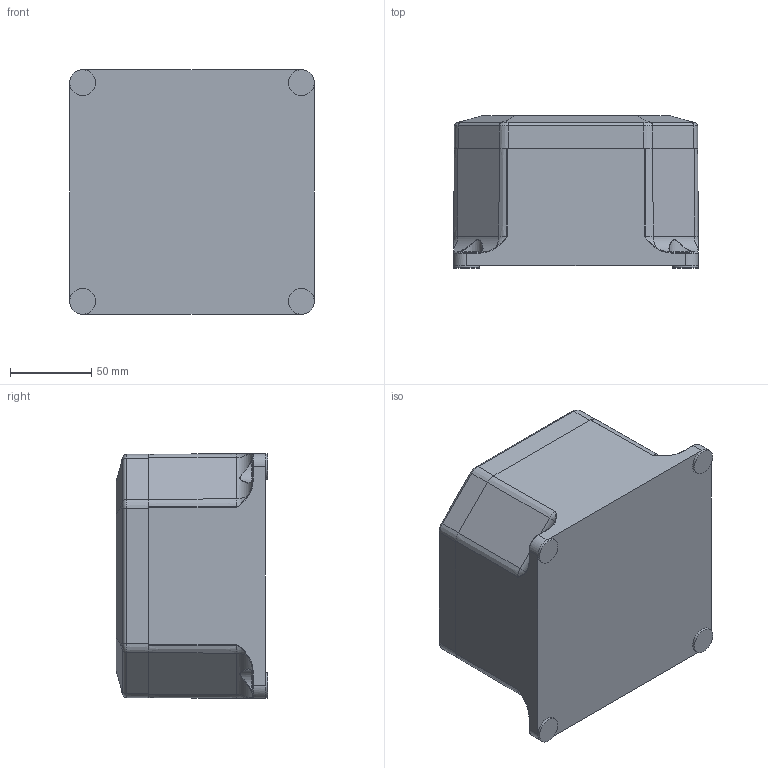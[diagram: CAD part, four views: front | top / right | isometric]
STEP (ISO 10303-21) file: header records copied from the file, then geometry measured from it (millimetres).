
FILE_DESCRIPTION(/* description */ (''),/* implementation_level */ '2;1');
FILE_NAME(/* name */ '940116.stp',/* time_stamp */ '2023-07-02T22:28:36+06:00',/* author */ ('pradhakrishnan'),/* organization */ (''),/* preprocessor_version */ 'ST-DEVELOPER v18',/* originating_system */ 'Autodesk Inventor 2020',/* authorisation */ '');
FILE_SCHEMA (('AUTOMOTIVE_DESIGN { 1 0 10303 214 3 1 1 }'));
Length unit declared in the file: millimetre
Products named in the file (1): 940116
Bounding box: 150.83 x 93.5 x 150.83 mm (x, y, z)
Volume: 1909448.3 mm3; surface area: 91713 mm2
Topology: 1 solids, 1 shells, 174 faces, 438 edges, 246 vertices
Faces by surface type: bspline 56, plane 42, cylinder 32, cone 24, torus 20
Full cylindrical faces by diameter (mm): 16.001 x4
Entity records: 7116 total; most frequent: CARTESIAN_POINT 3038, ORIENTED_EDGE 836, DIRECTION 766, EDGE_CURVE 418, AXIS2_PLACEMENT_3D 305, VERTEX_POINT 246, STYLED_ITEM 175, FACE_OUTER_BOUND 174
